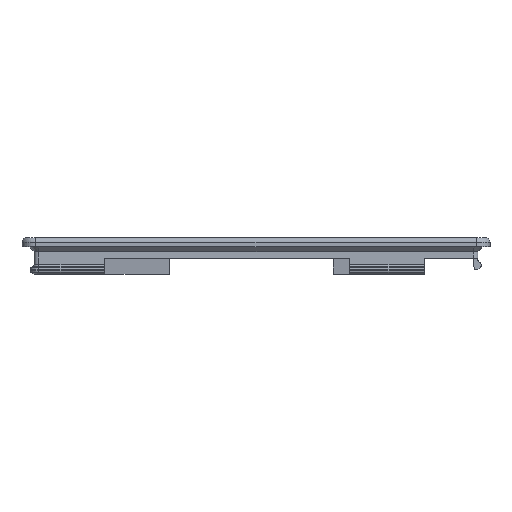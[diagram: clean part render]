
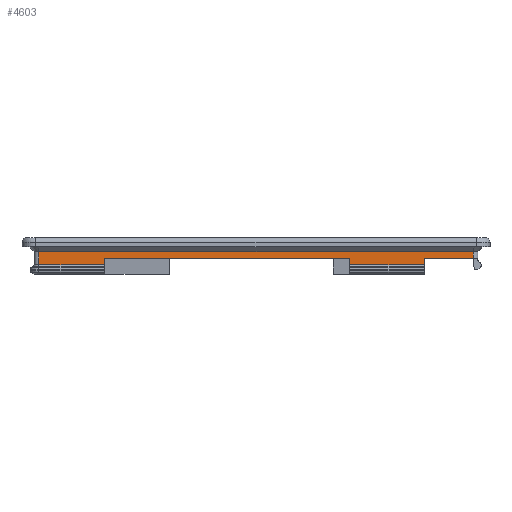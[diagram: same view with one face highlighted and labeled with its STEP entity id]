
A CAD part, front view. The second image highlights one B-rep face of the part: STEP entity #4603.
In plain terms, the highlighted planar face has unit normal (0, -1, 0).
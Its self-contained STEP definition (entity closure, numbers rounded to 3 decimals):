
#113 = VERTEX_POINT ( 'NONE', #2829 ) ;
#151 = VECTOR ( 'NONE', #5386, 1000. ) ;
#200 = DIRECTION ( 'NONE',  ( 0., 0., 1. ) ) ;
#257 = VERTEX_POINT ( 'NONE', #2543 ) ;
#313 = VECTOR ( 'NONE', #4277, 1000. ) ;
#397 = EDGE_CURVE ( 'NONE', #5053, #936, #2717, .T. ) ;
#513 = CARTESIAN_POINT ( 'NONE',  ( -32.66, -40.9, -2.5 ) ) ;
#693 = ORIENTED_EDGE ( 'NONE', *, *, #5041, .T. ) ;
#835 = LINE ( 'NONE', #3376, #4048 ) ;
#866 = EDGE_CURVE ( 'NONE', #4721, #2639, #902, .T. ) ;
#888 = CARTESIAN_POINT ( 'NONE',  ( -32.66, -40.9, -3.797 ) ) ;
#902 = LINE ( 'NONE', #4289, #2403 ) ;
#936 = VERTEX_POINT ( 'NONE', #888 ) ;
#937 = CARTESIAN_POINT ( 'NONE',  ( 36.3, -40.9, -3.797 ) ) ;
#1035 = CARTESIAN_POINT ( 'NONE',  ( -32.66, -40.9, -3.797 ) ) ;
#1344 = DIRECTION ( 'NONE',  ( -1., 0., 0. ) ) ;
#1360 = ORIENTED_EDGE ( 'NONE', *, *, #2896, .F. ) ;
#1490 = ORIENTED_EDGE ( 'NONE', *, *, #4255, .T. ) ;
#1559 = LINE ( 'NONE', #4510, #2700 ) ;
#1575 = VERTEX_POINT ( 'NONE', #937 ) ;
#1587 = LINE ( 'NONE', #2079, #2895 ) ;
#1670 = LINE ( 'NONE', #5123, #313 ) ;
#1707 = CARTESIAN_POINT ( 'NONE',  ( -46.9, -40.9, -1. ) ) ;
#1757 = DIRECTION ( 'NONE',  ( 0., 1., 0. ) ) ;
#2079 = CARTESIAN_POINT ( 'NONE',  ( -46.9, -40.9, -3.797 ) ) ;
#2140 = VERTEX_POINT ( 'NONE', #4989 ) ;
#2315 = VECTOR ( 'NONE', #5233, 1000. ) ;
#2363 = VECTOR ( 'NONE', #5351, 1000. ) ;
#2403 = VECTOR ( 'NONE', #4209, 1000. ) ;
#2467 = ORIENTED_EDGE ( 'NONE', *, *, #4978, .F. ) ;
#2470 = CARTESIAN_POINT ( 'NONE',  ( -46.9, -40.9, -3.797 ) ) ;
#2543 = CARTESIAN_POINT ( 'NONE',  ( 36.3, -40.9, -2.5 ) ) ;
#2639 = VERTEX_POINT ( 'NONE', #513 ) ;
#2649 = EDGE_CURVE ( 'NONE', #3961, #3479, #1670, .T. ) ;
#2700 = VECTOR ( 'NONE', #4065, 1000. ) ;
#2717 = LINE ( 'NONE', #1035, #2315 ) ;
#2775 = LINE ( 'NONE', #4484, #2363 ) ;
#2781 = EDGE_CURVE ( 'NONE', #1575, #257, #5265, .T. ) ;
#2800 = AXIS2_PLACEMENT_3D ( 'NONE', #3263, #1757, #1344 ) ;
#2816 = FACE_OUTER_BOUND ( 'NONE', #3170, .T. ) ;
#2829 = CARTESIAN_POINT ( 'NONE',  ( 20.24, -40.9, -3.797 ) ) ;
#2895 = VECTOR ( 'NONE', #3457, 1000. ) ;
#2896 = EDGE_CURVE ( 'NONE', #113, #4721, #1559, .T. ) ;
#2899 = DIRECTION ( 'NONE',  ( 0., 0., 1. ) ) ;
#2901 = ORIENTED_EDGE ( 'NONE', *, *, #3786, .T. ) ;
#3000 = CARTESIAN_POINT ( 'NONE',  ( 46.9, -40.9, -2.5 ) ) ;
#3011 = ORIENTED_EDGE ( 'NONE', *, *, #5394, .F. ) ;
#3084 = CARTESIAN_POINT ( 'NONE',  ( 46.9, -40.9, -1. ) ) ;
#3170 = EDGE_LOOP ( 'NONE', ( #3011, #3193, #2901, #4462, #1360, #1490, #3595, #2467, #693, #4482 ) ) ;
#3193 = ORIENTED_EDGE ( 'NONE', *, *, #397, .T. ) ;
#3263 = CARTESIAN_POINT ( 'NONE',  ( -46.9, -40.9, -2.5 ) ) ;
#3376 = CARTESIAN_POINT ( 'NONE',  ( -32.66, -40.9, -5.9 ) ) ;
#3457 = DIRECTION ( 'NONE',  ( 1., 0., 0. ) ) ;
#3479 = VERTEX_POINT ( 'NONE', #1707 ) ;
#3595 = ORIENTED_EDGE ( 'NONE', *, *, #2781, .T. ) ;
#3786 = EDGE_CURVE ( 'NONE', #936, #2639, #835, .T. ) ;
#3797 = CARTESIAN_POINT ( 'NONE',  ( 20.24, -40.9, -2.5 ) ) ;
#3813 = LINE ( 'NONE', #3000, #5402 ) ;
#3961 = VERTEX_POINT ( 'NONE', #3084 ) ;
#4048 = VECTOR ( 'NONE', #4270, 1000. ) ;
#4065 = DIRECTION ( 'NONE',  ( 0., 0., 1. ) ) ;
#4153 = LINE ( 'NONE', #4883, #151 ) ;
#4209 = DIRECTION ( 'NONE',  ( -1., 0., 0. ) ) ;
#4255 = EDGE_CURVE ( 'NONE', #113, #1575, #1587, .T. ) ;
#4270 = DIRECTION ( 'NONE',  ( 0., 0., 1. ) ) ;
#4277 = DIRECTION ( 'NONE',  ( -1., 0., 0. ) ) ;
#4289 = CARTESIAN_POINT ( 'NONE',  ( -46.9, -40.9, -2.5 ) ) ;
#4295 = VECTOR ( 'NONE', #200, 1000. ) ;
#4340 = CARTESIAN_POINT ( 'NONE',  ( 36.3, -40.9, -5.9 ) ) ;
#4462 = ORIENTED_EDGE ( 'NONE', *, *, #866, .F. ) ;
#4482 = ORIENTED_EDGE ( 'NONE', *, *, #2649, .T. ) ;
#4484 = CARTESIAN_POINT ( 'NONE',  ( -46.9, -40.9, -2.5 ) ) ;
#4510 = CARTESIAN_POINT ( 'NONE',  ( 20.24, -40.9, -5.9 ) ) ;
#4527 = PLANE ( 'NONE',  #2800 ) ;
#4603 = ADVANCED_FACE ( 'NONE', ( #2816 ), #4527, .F. ) ;
#4721 = VERTEX_POINT ( 'NONE', #3797 ) ;
#4883 = CARTESIAN_POINT ( 'NONE',  ( -46.9, -40.9, -2.5 ) ) ;
#4978 = EDGE_CURVE ( 'NONE', #2140, #257, #4153, .T. ) ;
#4989 = CARTESIAN_POINT ( 'NONE',  ( 46.9, -40.9, -2.5 ) ) ;
#5041 = EDGE_CURVE ( 'NONE', #2140, #3961, #3813, .T. ) ;
#5053 = VERTEX_POINT ( 'NONE', #2470 ) ;
#5123 = CARTESIAN_POINT ( 'NONE',  ( -46.9, -40.9, -1. ) ) ;
#5233 = DIRECTION ( 'NONE',  ( 1., 0., 0. ) ) ;
#5265 = LINE ( 'NONE', #4340, #4295 ) ;
#5351 = DIRECTION ( 'NONE',  ( 0., 0., 1. ) ) ;
#5386 = DIRECTION ( 'NONE',  ( -1., 0., 0. ) ) ;
#5394 = EDGE_CURVE ( 'NONE', #5053, #3479, #2775, .T. ) ;
#5402 = VECTOR ( 'NONE', #2899, 1000. ) ;
